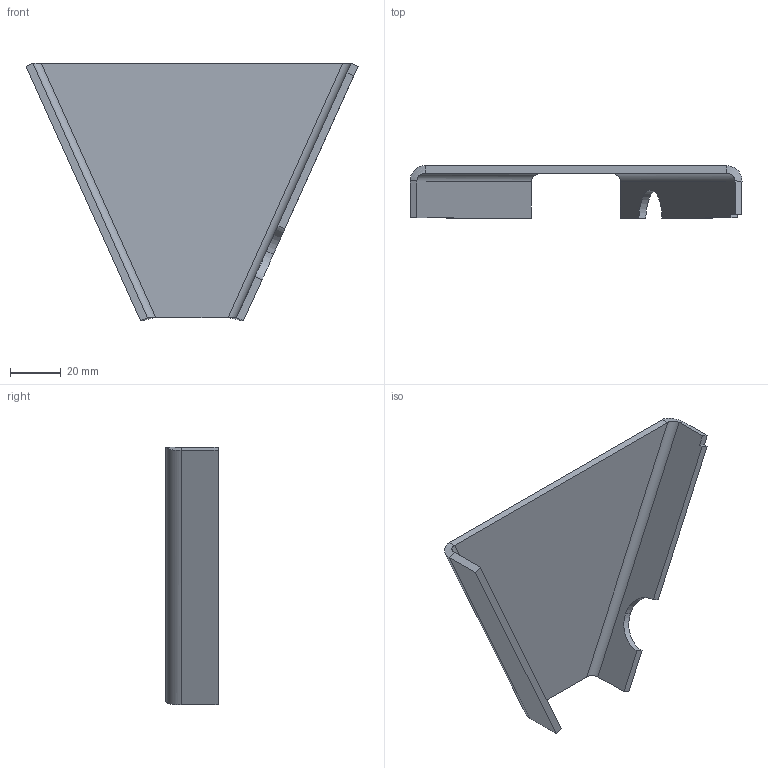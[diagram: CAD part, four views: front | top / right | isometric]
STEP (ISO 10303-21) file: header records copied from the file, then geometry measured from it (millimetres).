
FILE_DESCRIPTION(('STEP AP214'),'1');
FILE_NAME('Coque A+.stp','2024-07-24T08:09:46',(' '),(' '),'Spatial InterOp 3D',' ',' ');
FILE_SCHEMA(('AUTOMOTIVE_DESIGN { 1 0 10303 214 1 1 1 1 }'));
Length unit declared in the file: metre
Products named in the file (1): Corps
Bounding box: 130.47 x 20.52 x 101.36 mm (x, y, z)
Volume: 35628.8 mm3; surface area: 25149.8 mm2
Topology: 1 solids, 1 shells, 27 faces, 59 edges, 34 vertices
Faces by surface type: plane 17, cylinder 6, bspline 4
Entity records: 1143 total; most frequent: CARTESIAN_POINT 557, ORIENTED_EDGE 118, DIRECTION 103, EDGE_CURVE 59, LINE 47, VECTOR 47, VERTEX_POINT 34, AXIS2_PLACEMENT_3D 28
